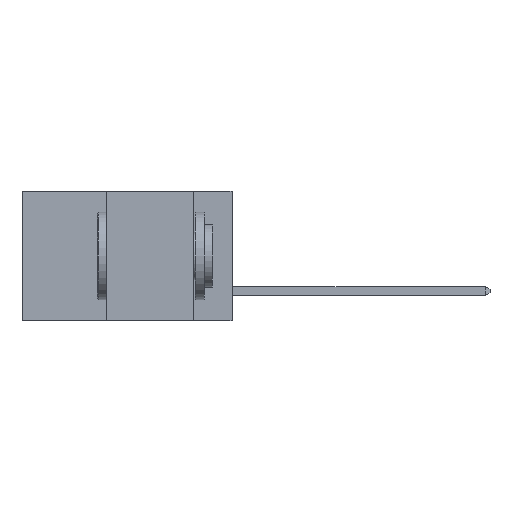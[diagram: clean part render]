
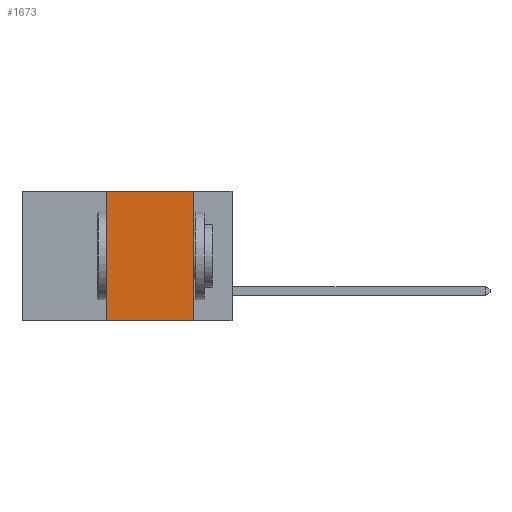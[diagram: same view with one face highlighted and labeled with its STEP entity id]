
A CAD part, left-side view. The second image highlights one B-rep face of the part: STEP entity #1673.
In plain terms, the highlighted planar face has unit normal (-1, 0, 0).
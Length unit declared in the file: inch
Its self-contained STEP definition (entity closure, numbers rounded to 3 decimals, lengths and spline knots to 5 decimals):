
#25 = CARTESIAN_POINT ( 'NONE',  ( 0., 0.6, -0.37 ) ) ;
#565 = VECTOR ( 'NONE', #6232, 39.37008 ) ;
#692 = VECTOR ( 'NONE', #2921, 39.37008 ) ;
#885 = CARTESIAN_POINT ( 'NONE',  ( 0., 0.36, -0.37 ) ) ;
#1131 = CARTESIAN_POINT ( 'NONE',  ( 0., 0.11, 0. ) ) ;
#1187 = AXIS2_PLACEMENT_3D ( 'NONE', #3367, #7992, #7980 ) ;
#1246 = FACE_OUTER_BOUND ( 'NONE', #1528, .T. ) ;
#1528 = EDGE_LOOP ( 'NONE', ( #2682, #3414, #5209, #5134 ) ) ;
#1673 = ADVANCED_FACE ( 'NONE', ( #1246 ), #7841, .F. ) ;
#2067 = EDGE_CURVE ( 'NONE', #4675, #2670, #7150, .T. ) ;
#2223 = LINE ( 'NONE', #9581, #10072 ) ;
#2670 = VERTEX_POINT ( 'NONE', #5631 ) ;
#2682 = ORIENTED_EDGE ( 'NONE', *, *, #8040, .F. ) ;
#2921 = DIRECTION ( 'NONE',  ( 0., -1., 0. ) ) ;
#3159 = LINE ( 'NONE', #25, #692 ) ;
#3367 = CARTESIAN_POINT ( 'NONE',  ( 0., 0.6, 0. ) ) ;
#3414 = ORIENTED_EDGE ( 'NONE', *, *, #9570, .F. ) ;
#3958 = VERTEX_POINT ( 'NONE', #4096 ) ;
#4096 = CARTESIAN_POINT ( 'NONE',  ( 0., 0.11, 0. ) ) ;
#4640 = CARTESIAN_POINT ( 'NONE',  ( 0., 0.36, 0. ) ) ;
#4654 = DIRECTION ( 'NONE',  ( 0., 0., 1. ) ) ;
#4675 = VERTEX_POINT ( 'NONE', #885 ) ;
#4983 = VECTOR ( 'NONE', #4654, 39.37008 ) ;
#5134 = ORIENTED_EDGE ( 'NONE', *, *, #9212, .T. ) ;
#5209 = ORIENTED_EDGE ( 'NONE', *, *, #2067, .F. ) ;
#5631 = CARTESIAN_POINT ( 'NONE',  ( 0., 0.36, 0. ) ) ;
#5799 = DIRECTION ( 'NONE',  ( 0., -1., 0. ) ) ;
#6232 = DIRECTION ( 'NONE',  ( 0., 0., -1. ) ) ;
#7150 = LINE ( 'NONE', #4640, #4983 ) ;
#7386 = LINE ( 'NONE', #1131, #565 ) ;
#7841 = PLANE ( 'NONE',  #1187 ) ;
#7980 = DIRECTION ( 'NONE',  ( 0., 0., -1. ) ) ;
#7992 = DIRECTION ( 'NONE',  ( 1., 0., 0. ) ) ;
#8040 = EDGE_CURVE ( 'NONE', #3958, #9603, #7386, .T. ) ;
#9212 = EDGE_CURVE ( 'NONE', #4675, #9603, #3159, .T. ) ;
#9570 = EDGE_CURVE ( 'NONE', #2670, #3958, #2223, .T. ) ;
#9581 = CARTESIAN_POINT ( 'NONE',  ( 0., 0.6, 0. ) ) ;
#9603 = VERTEX_POINT ( 'NONE', #9606 ) ;
#9606 = CARTESIAN_POINT ( 'NONE',  ( 0., 0.11, -0.37 ) ) ;
#10072 = VECTOR ( 'NONE', #5799, 39.37008 ) ;
